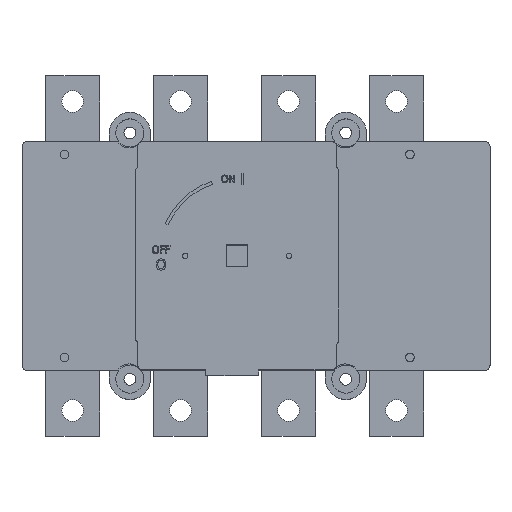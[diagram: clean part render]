
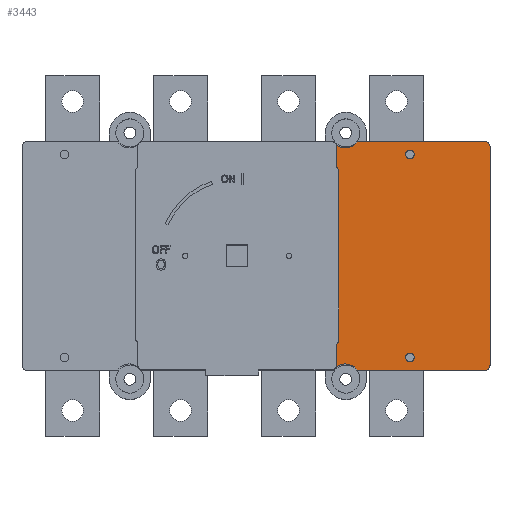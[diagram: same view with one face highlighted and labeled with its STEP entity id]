
A CAD part, top view. The second image highlights one B-rep face of the part: STEP entity #3443.
In plain terms, the highlighted planar face has unit normal (0, 0, 1).
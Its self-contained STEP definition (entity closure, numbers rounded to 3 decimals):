
#2344=CARTESIAN_POINT('',(81.6,-47.,40.0));
#2345=VERTEX_POINT('',#2344);
#2346=CARTESIAN_POINT('',(79.6,-47.,40.0));
#2347=DIRECTION('',(0.0,0.0,-1.0));
#2348=DIRECTION('',(-1.0,0.0,0.0));
#2349=AXIS2_PLACEMENT_3D('',#2346,#2347,#2348);
#2350=CIRCLE('',#2349,2.0);
#2351=EDGE_CURVE('',#2345,#2345,#2350,.T.);
#2372=CARTESIAN_POINT('',(81.6,47.,40.0));
#2373=VERTEX_POINT('',#2372);
#2374=CARTESIAN_POINT('',(79.6,47.,40.0));
#2375=DIRECTION('',(0.0,0.0,-1.0));
#2376=DIRECTION('',(-1.0,0.0,0.0));
#2377=AXIS2_PLACEMENT_3D('',#2374,#2375,#2376);
#2378=CIRCLE('',#2377,2.0);
#2379=EDGE_CURVE('',#2373,#2373,#2378,.T.);
#3178=CARTESIAN_POINT('',(45.519,51.313,40.0));
#3179=VERTEX_POINT('',#3178);
#3187=CARTESIAN_POINT('',(55.345,53.,40.0));
#3188=VERTEX_POINT('',#3187);
#3189=CARTESIAN_POINT('',(49.6,57.,40.0));
#3190=DIRECTION('',(0.,0.,1.0));
#3191=DIRECTION('',(0.821,0.571,0.));
#3192=AXIS2_PLACEMENT_3D('',#3189,#3190,#3191);
#3193=CIRCLE('',#3192,7.);
#3194=EDGE_CURVE('',#3179,#3188,#3193,.T.);
#3227=CARTESIAN_POINT('',(55.345,-53.,40.0));
#3228=VERTEX_POINT('',#3227);
#3229=CARTESIAN_POINT('',(45.519,-51.313,40.0));
#3230=VERTEX_POINT('',#3229);
#3231=CARTESIAN_POINT('',(49.6,-57.,40.0));
#3232=DIRECTION('',(0.,0.,1.0));
#3233=DIRECTION('',(-0.821,-0.571,0.));
#3234=AXIS2_PLACEMENT_3D('',#3231,#3232,#3233);
#3235=CIRCLE('',#3234,7.0);
#3236=EDGE_CURVE('',#3228,#3230,#3235,.T.);
#3312=CARTESIAN_POINT('',(8.243,0.,40.));
#3313=DIRECTION('',(0.0,0.0,1.0));
#3314=DIRECTION('',(1.0,0.0,0.0));
#3315=AXIS2_PLACEMENT_3D('',#3312,#3313,#3314);
#3316=PLANE('',#3315);
#3317=CARTESIAN_POINT('',(45.6,-50.75,40.0));
#3318=VERTEX_POINT('',#3317);
#3319=CARTESIAN_POINT('',(43.6,-50.75,40.0));
#3320=DIRECTION('',(0.,0.,1.));
#3321=DIRECTION('',(0.707,-0.707,0.));
#3322=AXIS2_PLACEMENT_3D('',#3319,#3320,#3321);
#3323=CIRCLE('',#3322,2.);
#3324=EDGE_CURVE('',#3230,#3318,#3323,.T.);
#3325=ORIENTED_EDGE('',*,*,#3324,.F.);
#3326=ORIENTED_EDGE('',*,*,#3236,.F.);
#3327=CARTESIAN_POINT('',(114.2,-53.,40.0));
#3328=VERTEX_POINT('',#3327);
#3329=CARTESIAN_POINT('',(114.2,-53.,40.0));
#3330=DIRECTION('',(-1.0,0.0,0.0));
#3331=VECTOR('',#3330,58.855);
#3332=LINE('',#3329,#3331);
#3333=EDGE_CURVE('',#3328,#3228,#3332,.T.);
#3334=ORIENTED_EDGE('',*,*,#3333,.F.);
#3335=CARTESIAN_POINT('',(116.7,-50.5,40.0));
#3336=VERTEX_POINT('',#3335);
#3337=CARTESIAN_POINT('',(114.2,-50.5,40.0));
#3338=DIRECTION('',(0.0,0.0,-1.0));
#3339=DIRECTION('',(0.0,-1.0,0.0));
#3340=AXIS2_PLACEMENT_3D('',#3337,#3338,#3339);
#3341=CIRCLE('',#3340,2.5);
#3342=EDGE_CURVE('',#3336,#3328,#3341,.T.);
#3343=ORIENTED_EDGE('',*,*,#3342,.F.);
#3344=CARTESIAN_POINT('',(116.7,50.5,40.0));
#3345=VERTEX_POINT('',#3344);
#3346=CARTESIAN_POINT('',(116.7,50.5,40.0));
#3347=DIRECTION('',(0.0,-1.0,0.0));
#3348=VECTOR('',#3347,101.);
#3349=LINE('',#3346,#3348);
#3350=EDGE_CURVE('',#3345,#3336,#3349,.T.);
#3351=ORIENTED_EDGE('',*,*,#3350,.F.);
#3352=CARTESIAN_POINT('',(114.2,53.,40.0));
#3353=VERTEX_POINT('',#3352);
#3354=CARTESIAN_POINT('',(114.2,50.5,40.0));
#3355=DIRECTION('',(0.0,0.0,-1.0));
#3356=DIRECTION('',(1.0,0.0,0.0));
#3357=AXIS2_PLACEMENT_3D('',#3354,#3355,#3356);
#3358=CIRCLE('',#3357,2.5);
#3359=EDGE_CURVE('',#3353,#3345,#3358,.T.);
#3360=ORIENTED_EDGE('',*,*,#3359,.F.);
#3361=CARTESIAN_POINT('',(55.345,53.,40.0));
#3362=DIRECTION('',(1.0,0.0,0.0));
#3363=VECTOR('',#3362,58.855);
#3364=LINE('',#3361,#3363);
#3365=EDGE_CURVE('',#3188,#3353,#3364,.T.);
#3366=ORIENTED_EDGE('',*,*,#3365,.F.);
#3367=ORIENTED_EDGE('',*,*,#3194,.F.);
#3368=CARTESIAN_POINT('',(45.6,50.75,40.0));
#3369=VERTEX_POINT('',#3368);
#3370=CARTESIAN_POINT('',(43.6,50.75,40.0));
#3371=DIRECTION('',(0.,0.,1.));
#3372=DIRECTION('',(0.707,0.707,0.));
#3373=AXIS2_PLACEMENT_3D('',#3370,#3371,#3372);
#3374=CIRCLE('',#3373,2.0);
#3375=EDGE_CURVE('',#3369,#3179,#3374,.T.);
#3376=ORIENTED_EDGE('',*,*,#3375,.F.);
#3377=CARTESIAN_POINT('',(45.6,41.732,40.0));
#3378=VERTEX_POINT('',#3377);
#3379=CARTESIAN_POINT('',(45.6,41.732,40.0));
#3380=DIRECTION('',(0.0,1.0,0.0));
#3381=VECTOR('',#3380,9.018);
#3382=LINE('',#3379,#3381);
#3383=EDGE_CURVE('',#3378,#3369,#3382,.T.);
#3384=ORIENTED_EDGE('',*,*,#3383,.F.);
#3385=CARTESIAN_POINT('',(46.1,40.409,40.0));
#3386=VERTEX_POINT('',#3385);
#3387=CARTESIAN_POINT('',(47.6,41.732,40.0));
#3388=DIRECTION('',(0.,0.,1.0));
#3389=DIRECTION('',(0.5,0.866,0.));
#3390=AXIS2_PLACEMENT_3D('',#3387,#3388,#3389);
#3391=CIRCLE('',#3390,2.);
#3392=EDGE_CURVE('',#3378,#3386,#3391,.T.);
#3393=ORIENTED_EDGE('',*,*,#3392,.T.);
#3394=CARTESIAN_POINT('',(46.6,39.086,40.0));
#3395=VERTEX_POINT('',#3394);
#3396=CARTESIAN_POINT('',(44.6,39.086,40.0));
#3397=DIRECTION('',(0.,0.,1.));
#3398=DIRECTION('',(0.935,0.354,0.));
#3399=AXIS2_PLACEMENT_3D('',#3396,#3397,#3398);
#3400=CIRCLE('',#3399,2.);
#3401=EDGE_CURVE('',#3395,#3386,#3400,.T.);
#3402=ORIENTED_EDGE('',*,*,#3401,.F.);
#3403=CARTESIAN_POINT('',(46.6,-39.086,40.0));
#3404=VERTEX_POINT('',#3403);
#3405=CARTESIAN_POINT('',(46.6,-39.086,40.0));
#3406=DIRECTION('',(0.0,1.0,0.0));
#3407=VECTOR('',#3406,78.173);
#3408=LINE('',#3405,#3407);
#3409=EDGE_CURVE('',#3404,#3395,#3408,.T.);
#3410=ORIENTED_EDGE('',*,*,#3409,.F.);
#3411=CARTESIAN_POINT('',(46.1,-40.409,40.0));
#3412=VERTEX_POINT('',#3411);
#3413=CARTESIAN_POINT('',(44.6,-39.086,40.0));
#3414=DIRECTION('',(0.,0.,1.0));
#3415=DIRECTION('',(0.935,-0.354,0.));
#3416=AXIS2_PLACEMENT_3D('',#3413,#3414,#3415);
#3417=CIRCLE('',#3416,2.);
#3418=EDGE_CURVE('',#3412,#3404,#3417,.T.);
#3419=ORIENTED_EDGE('',*,*,#3418,.F.);
#3420=CARTESIAN_POINT('',(45.6,-41.732,40.0));
#3421=VERTEX_POINT('',#3420);
#3422=CARTESIAN_POINT('',(47.6,-41.732,40.0));
#3423=DIRECTION('',(0.,0.,1.));
#3424=DIRECTION('',(0.5,-0.866,0.));
#3425=AXIS2_PLACEMENT_3D('',#3422,#3423,#3424);
#3426=CIRCLE('',#3425,2.);
#3427=EDGE_CURVE('',#3412,#3421,#3426,.T.);
#3428=ORIENTED_EDGE('',*,*,#3427,.T.);
#3429=CARTESIAN_POINT('',(45.6,-50.75,40.0));
#3430=DIRECTION('',(0.0,1.0,0.0));
#3431=VECTOR('',#3430,9.018);
#3432=LINE('',#3429,#3431);
#3433=EDGE_CURVE('',#3318,#3421,#3432,.T.);
#3434=ORIENTED_EDGE('',*,*,#3433,.F.);
#3435=EDGE_LOOP('',(#3325,#3326,#3334,#3343,#3351,#3360,#3366,#3367,#3376,#3384,#3393,#3402,#3410,#3419,#3428,#3434));
#3436=FACE_OUTER_BOUND('',#3435,.T.);
#3437=ORIENTED_EDGE('',*,*,#2379,.T.);
#3438=EDGE_LOOP('',(#3437));
#3439=FACE_BOUND('',#3438,.T.);
#3440=ORIENTED_EDGE('',*,*,#2351,.T.);
#3441=EDGE_LOOP('',(#3440));
#3442=FACE_BOUND('',#3441,.T.);
#3443=ADVANCED_FACE('',(#3436,#3439,#3442),#3316,.T.);
